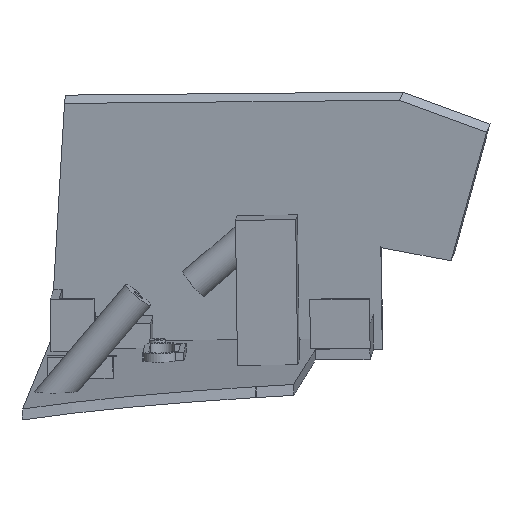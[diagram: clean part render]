
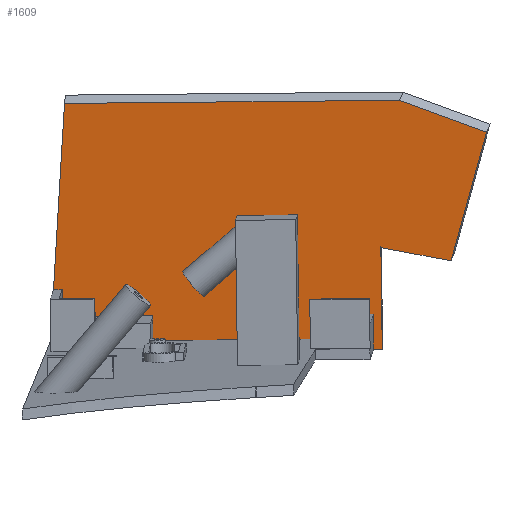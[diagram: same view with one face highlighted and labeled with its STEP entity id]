
A CAD part, front view. The second image highlights one B-rep face of the part: STEP entity #1609.
In plain terms, the highlighted planar face has unit normal (-0.041, -0.993, -0.11).
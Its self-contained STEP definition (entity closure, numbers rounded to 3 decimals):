
#150=FACE_OUTER_BOUND('',#247,.T.);
#247=EDGE_LOOP('',(#1220,#1221,#1222,#1223,#1224,#1225,#1226,#1227,#1228,
#1229,#1230));
#325=LINE('',#2321,#497);
#328=LINE('',#2328,#500);
#387=LINE('',#2512,#559);
#395=LINE('',#2528,#567);
#396=LINE('',#2530,#568);
#397=LINE('',#2532,#569);
#398=LINE('',#2534,#570);
#399=LINE('',#2536,#571);
#400=LINE('',#2538,#572);
#401=LINE('',#2539,#573);
#402=LINE('',#2540,#574);
#497=VECTOR('',#1842,10.);
#500=VECTOR('',#1847,10.);
#559=VECTOR('',#2032,10.);
#567=VECTOR('',#2042,10.);
#568=VECTOR('',#2043,10.);
#569=VECTOR('',#2044,10.);
#570=VECTOR('',#2045,10.);
#571=VECTOR('',#2046,10.);
#572=VECTOR('',#2047,10.);
#573=VECTOR('',#2048,10.);
#574=VECTOR('',#2049,10.);
#668=VERTEX_POINT('',#2317);
#670=VERTEX_POINT('',#2320);
#672=VERTEX_POINT('',#2326);
#673=VERTEX_POINT('',#2327);
#735=VERTEX_POINT('',#2511);
#742=VERTEX_POINT('',#2527);
#743=VERTEX_POINT('',#2529);
#744=VERTEX_POINT('',#2531);
#745=VERTEX_POINT('',#2533);
#746=VERTEX_POINT('',#2535);
#747=VERTEX_POINT('',#2537);
#821=EDGE_CURVE('',#670,#668,#325,.T.);
#824=EDGE_CURVE('',#672,#673,#328,.T.);
#916=EDGE_CURVE('',#735,#672,#387,.T.);
#924=EDGE_CURVE('',#742,#668,#395,.T.);
#925=EDGE_CURVE('',#743,#742,#396,.T.);
#926=EDGE_CURVE('',#743,#744,#397,.T.);
#927=EDGE_CURVE('',#744,#745,#398,.T.);
#928=EDGE_CURVE('',#745,#746,#399,.T.);
#929=EDGE_CURVE('',#746,#747,#400,.T.);
#930=EDGE_CURVE('',#747,#735,#401,.T.);
#931=EDGE_CURVE('',#673,#670,#402,.T.);
#1220=ORIENTED_EDGE('',*,*,#924,.F.);
#1221=ORIENTED_EDGE('',*,*,#925,.F.);
#1222=ORIENTED_EDGE('',*,*,#926,.T.);
#1223=ORIENTED_EDGE('',*,*,#927,.T.);
#1224=ORIENTED_EDGE('',*,*,#928,.T.);
#1225=ORIENTED_EDGE('',*,*,#929,.T.);
#1226=ORIENTED_EDGE('',*,*,#930,.T.);
#1227=ORIENTED_EDGE('',*,*,#916,.T.);
#1228=ORIENTED_EDGE('',*,*,#824,.T.);
#1229=ORIENTED_EDGE('',*,*,#931,.T.);
#1230=ORIENTED_EDGE('',*,*,#821,.T.);
#1530=PLANE('',#1750);
#1609=ADVANCED_FACE('',(#150),#1530,.T.);
#1750=AXIS2_PLACEMENT_3D('',#2526,#2040,#2041);
#1842=DIRECTION('',(0.999,-0.042,0.009));
#1847=DIRECTION('',(-0.999,0.042,-0.009));
#2032=DIRECTION('',(0.014,0.109,-0.994));
#2040=DIRECTION('center_axis',(-0.041,-0.993,-0.11));
#2041=DIRECTION('ref_axis',(0.,0.11,-0.994));
#2042=DIRECTION('',(0.014,0.109,-0.994));
#2043=DIRECTION('',(-0.982,0.02,0.185));
#2044=DIRECTION('',(0.264,-0.116,0.958));
#2045=DIRECTION('',(-0.939,0.,0.344));
#2046=DIRECTION('',(-0.999,0.042,-0.009));
#2047=DIRECTION('',(-0.059,0.112,-0.992));
#2048=DIRECTION('',(0.999,-0.042,0.009));
#2049=DIRECTION('',(-0.059,0.112,-0.992));
#2317=CARTESIAN_POINT('',(-251.138,118.791,2.95));
#2320=CARTESIAN_POINT('',(-311.831,121.329,2.392));
#2321=CARTESIAN_POINT('',(-270.515,119.601,2.772));
#2326=CARTESIAN_POINT('',(-252.737,118.857,2.941));
#2327=CARTESIAN_POINT('',(-311.831,121.328,2.397));
#2328=CARTESIAN_POINT('',(-270.623,119.605,2.776));
#2511=CARTESIAN_POINT('',(-252.764,118.639,4.929));
#2512=CARTESIAN_POINT('',(-252.948,117.176,18.246));
#2526=CARTESIAN_POINT('Origin',(-271.326,116.827,28.199));
#2527=CARTESIAN_POINT('',(-251.394,116.75,21.533));
#2528=CARTESIAN_POINT('',(-251.471,116.141,27.081));
#2529=CARTESIAN_POINT('',(-238.576,116.494,19.115));
#2530=CARTESIAN_POINT('',(-257.355,116.869,22.658));
#2531=CARTESIAN_POINT('',(-232.111,113.639,42.585));
#2532=CARTESIAN_POINT('',(-241.16,117.635,9.734));
#2533=CARTESIAN_POINT('',(-248.01,113.644,48.415));
#2534=CARTESIAN_POINT('',(-258.889,113.648,52.404));
#2535=CARTESIAN_POINT('',(-309.142,116.2,47.852));
#2536=CARTESIAN_POINT('',(-272.048,114.649,48.194));
#2537=CARTESIAN_POINT('',(-311.713,121.104,4.386));
#2538=CARTESIAN_POINT('',(-310.211,118.24,29.775));
#2539=CARTESIAN_POINT('',(-273.313,119.498,4.74));
#2540=CARTESIAN_POINT('',(-310.211,118.24,29.775));
